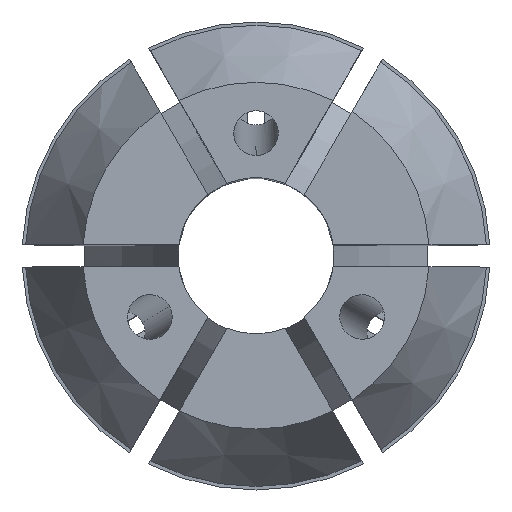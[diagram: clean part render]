
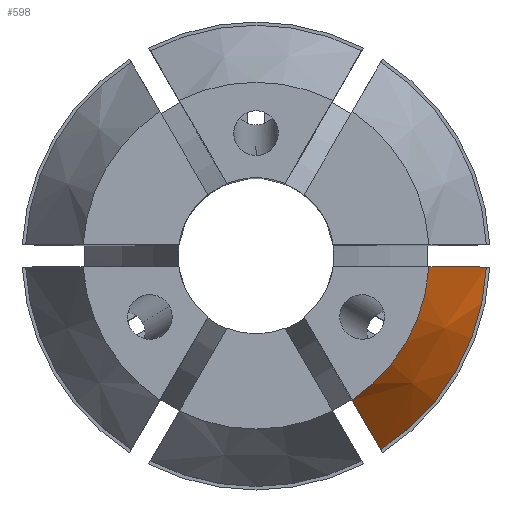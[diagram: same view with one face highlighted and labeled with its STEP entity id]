
A CAD part, top view. The second image highlights one B-rep face of the part: STEP entity #598.
In plain terms, the highlighted conical face has half-angle 30 degrees and reference radius 10.35 mm.
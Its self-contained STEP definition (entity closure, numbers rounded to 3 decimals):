
#92 = CIRCLE ( 'NONE', #3391, 10.35 ) ;
#359 = ORIENTED_EDGE ( 'NONE', *, *, #866, .T. ) ;
#432 = B_SPLINE_CURVE_WITH_KNOTS ( 'NONE', 3,
 ( #720, #3096, #3106, #1564 ),
 .UNSPECIFIED., .F., .F.,
 ( 4, 4 ),
 ( 0.015, 0.02 ),
 .UNSPECIFIED. ) ;
#598 = ADVANCED_FACE ( 'NONE', ( #2124 ), #3447, .T. ) ;
#641 = VERTEX_POINT ( 'NONE', #1814 ) ;
#720 = CARTESIAN_POINT ( 'NONE',  ( 10.338, -0.5, 27.046 ) ) ;
#779 = CARTESIAN_POINT ( 'NONE',  ( 7.762, -0.5, 31.5 ) ) ;
#780 = CARTESIAN_POINT ( 'NONE',  ( 4.744, -7.216, 30.016 ) ) ;
#814 = B_SPLINE_CURVE_WITH_KNOTS ( 'NONE', 3,
 ( #1980, #780, #2352, #831 ),
 .UNSPECIFIED., .F., .F.,
 ( 4, 4 ),
 ( 0., 0.005 ),
 .UNSPECIFIED. ) ;
#831 = CARTESIAN_POINT ( 'NONE',  ( 5.602, -8.703, 27.046 ) ) ;
#866 = EDGE_CURVE ( 'NONE', #2963, #1943, #3304, .T. ) ;
#869 = DIRECTION ( 'NONE',  ( 0., 0., -1. ) ) ;
#942 = EDGE_CURVE ( 'NONE', #3071, #641, #92, .T. ) ;
#1020 = AXIS2_PLACEMENT_3D ( 'NONE', #2370, #869, #3583 ) ;
#1277 = EDGE_LOOP ( 'NONE', ( #359, #2694, #1494, #1639 ) ) ;
#1455 = EDGE_CURVE ( 'NONE', #3071, #2963, #432, .T. ) ;
#1494 = ORIENTED_EDGE ( 'NONE', *, *, #942, .F. ) ;
#1515 = DIRECTION ( 'NONE',  ( -1., 0., 0. ) ) ;
#1564 = CARTESIAN_POINT ( 'NONE',  ( 7.762, -0.5, 31.5 ) ) ;
#1639 = ORIENTED_EDGE ( 'NONE', *, *, #1455, .T. ) ;
#1733 = DIRECTION ( 'NONE',  ( 0., 0., -1. ) ) ;
#1814 = CARTESIAN_POINT ( 'NONE',  ( 5.602, -8.703, 27.046 ) ) ;
#1943 = VERTEX_POINT ( 'NONE', #2609 ) ;
#1980 = CARTESIAN_POINT ( 'NONE',  ( 4.314, -6.472, 31.5 ) ) ;
#2124 = FACE_OUTER_BOUND ( 'NONE', #1277, .T. ) ;
#2352 = CARTESIAN_POINT ( 'NONE',  ( 5.173, -7.96, 28.531 ) ) ;
#2370 = CARTESIAN_POINT ( 'NONE',  ( 0., 0., 27.046 ) ) ;
#2609 = CARTESIAN_POINT ( 'NONE',  ( 4.314, -6.472, 31.5 ) ) ;
#2614 = CARTESIAN_POINT ( 'NONE',  ( 10.338, -0.5, 27.046 ) ) ;
#2664 = CARTESIAN_POINT ( 'NONE',  ( 0., 0., 31.5 ) ) ;
#2694 = ORIENTED_EDGE ( 'NONE', *, *, #3694, .T. ) ;
#2733 = AXIS2_PLACEMENT_3D ( 'NONE', #2664, #1733, #3246 ) ;
#2963 = VERTEX_POINT ( 'NONE', #779 ) ;
#3022 = CARTESIAN_POINT ( 'NONE',  ( 0., 0., 27.046 ) ) ;
#3071 = VERTEX_POINT ( 'NONE', #2614 ) ;
#3096 = CARTESIAN_POINT ( 'NONE',  ( 9.48, -0.5, 28.531 ) ) ;
#3106 = CARTESIAN_POINT ( 'NONE',  ( 8.621, -0.5, 30.016 ) ) ;
#3246 = DIRECTION ( 'NONE',  ( -1., 0., 0. ) ) ;
#3304 = CIRCLE ( 'NONE', #2733, 7.778 ) ;
#3339 = DIRECTION ( 'NONE',  ( 0., 0., -1. ) ) ;
#3391 = AXIS2_PLACEMENT_3D ( 'NONE', #3022, #3339, #1515 ) ;
#3447 = CONICAL_SURFACE ( 'NONE', #1020, 10.35, 0.524 ) ;
#3583 = DIRECTION ( 'NONE',  ( -1., 0., 0. ) ) ;
#3694 = EDGE_CURVE ( 'NONE', #1943, #641, #814, .T. ) ;
